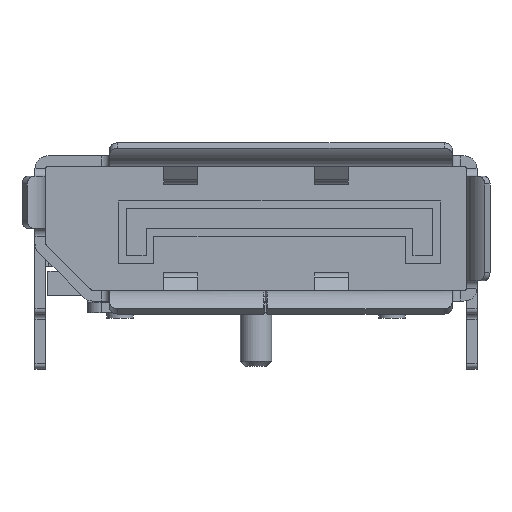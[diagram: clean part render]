
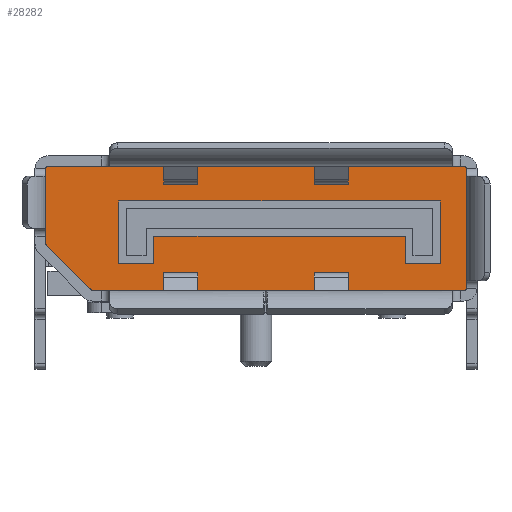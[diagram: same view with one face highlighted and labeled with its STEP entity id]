
A CAD part, front view. The second image highlights one B-rep face of the part: STEP entity #28282.
In plain terms, the highlighted planar face has unit normal (0, -1, 0).
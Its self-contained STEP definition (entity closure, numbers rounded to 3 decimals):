
#22153=DIRECTION('',(1.,0.,0.));
#22154=VECTOR('',#22153,14.193);
#22155=CARTESIAN_POINT('',(-6.243,9.51,-2.365));
#22156=LINE('',#22155,#22154);
#23302=DIRECTION('',(0.,0.,-1.));
#23303=VECTOR('',#23302,2.845);
#23304=CARTESIAN_POINT('',(-8.04,9.51,2.277));
#23305=LINE('',#23304,#23303);
#23338=DIRECTION('',(-1.,0.,0.));
#23339=VECTOR('',#23338,15.9);
#23340=CARTESIAN_POINT('',(7.95,9.51,2.365));
#23341=LINE('',#23340,#23339);
#23421=CARTESIAN_POINT('',(7.952,9.51,2.277));
#23422=DIRECTION('',(0.,-1.,0.));
#23423=DIRECTION('',(1.,0.,0.));
#23424=AXIS2_PLACEMENT_3D('',#23421,#23422,#23423);
#23426=DIRECTION('',(0.,0.,1.));
#23427=VECTOR('',#23426,4.555);
#23428=CARTESIAN_POINT('',(8.04,9.51,-2.277));
#23429=LINE('',#23428,#23427);
#23430=CARTESIAN_POINT('',(7.95,9.51,-2.275));
#23431=DIRECTION('',(0.,-1.,0.));
#23432=DIRECTION('',(0.,0.,-1.));
#23433=AXIS2_PLACEMENT_3D('',#23430,#23431,#23432);
#23435=CARTESIAN_POINT('',(-6.243,9.51,-2.275));
#23436=DIRECTION('',(0.,-1.,0.));
#23437=DIRECTION('',(-0.707,0.,-0.707));
#23438=AXIS2_PLACEMENT_3D('',#23435,#23436,#23437);
#23440=DIRECTION('',(0.707,0.,-0.707));
#23441=VECTOR('',#23440,2.414);
#23442=CARTESIAN_POINT('',(-8.014,9.51,-0.632));
#23443=LINE('',#23442,#23441);
#23444=CARTESIAN_POINT('',(-7.95,9.51,-0.568));
#23445=DIRECTION('',(0.,-1.,0.));
#23446=DIRECTION('',(-1.,0.,0.));
#23447=AXIS2_PLACEMENT_3D('',#23444,#23445,#23446);
#23449=CARTESIAN_POINT('',(-7.952,9.51,2.277));
#23450=DIRECTION('',(0.,-1.,0.));
#23451=DIRECTION('',(0.026,0.,1.));
#23452=AXIS2_PLACEMENT_3D('',#23449,#23450,#23451);
#23486=DIRECTION('',(1.,0.,0.));
#23487=VECTOR('',#23486,9.6);
#23488=CARTESIAN_POINT('',(-3.9,9.51,-0.3));
#23489=LINE('',#23488,#23487);
#23490=DIRECTION('',(0.,0.,-1.));
#23491=VECTOR('',#23490,1.05);
#23492=CARTESIAN_POINT('',(5.7,9.51,-0.3));
#23493=LINE('',#23492,#23491);
#23494=DIRECTION('',(1.,0.,0.));
#23495=VECTOR('',#23494,1.35);
#23496=CARTESIAN_POINT('',(5.7,9.51,-1.35));
#23497=LINE('',#23496,#23495);
#23498=DIRECTION('',(0.,0.,1.));
#23499=VECTOR('',#23498,2.4);
#23500=CARTESIAN_POINT('',(7.05,9.51,-1.35));
#23501=LINE('',#23500,#23499);
#23502=DIRECTION('',(-1.,0.,0.));
#23503=VECTOR('',#23502,12.3);
#23504=CARTESIAN_POINT('',(7.05,9.51,1.05));
#23505=LINE('',#23504,#23503);
#23506=DIRECTION('',(0.,0.,-1.));
#23507=VECTOR('',#23506,2.4);
#23508=CARTESIAN_POINT('',(-5.25,9.51,1.05));
#23509=LINE('',#23508,#23507);
#23510=DIRECTION('',(1.,0.,0.));
#23511=VECTOR('',#23510,1.35);
#23512=CARTESIAN_POINT('',(-5.25,9.51,-1.35));
#23513=LINE('',#23512,#23511);
#23514=DIRECTION('',(0.,0.,1.));
#23515=VECTOR('',#23514,1.05);
#23516=CARTESIAN_POINT('',(-3.9,9.51,-1.35));
#23517=LINE('',#23516,#23515);
#25692=CARTESIAN_POINT('',(-7.95,9.51,2.365));
#25693=CARTESIAN_POINT('',(-8.04,9.51,2.277));
#25694=VERTEX_POINT('',#25692);
#25695=VERTEX_POINT('',#25693);
#25696=CARTESIAN_POINT('',(-8.04,9.51,-0.568));
#25697=CARTESIAN_POINT('',(-8.014,9.51,-0.632));
#25698=VERTEX_POINT('',#25696);
#25699=VERTEX_POINT('',#25697);
#25700=CARTESIAN_POINT('',(-6.307,9.51,-2.339));
#25701=VERTEX_POINT('',#25700);
#25702=CARTESIAN_POINT('',(-6.243,9.51,-2.365));
#25703=VERTEX_POINT('',#25702);
#25704=CARTESIAN_POINT('',(7.95,9.51,-2.365));
#25705=CARTESIAN_POINT('',(8.04,9.51,-2.277));
#25706=VERTEX_POINT('',#25704);
#25707=VERTEX_POINT('',#25705);
#25708=CARTESIAN_POINT('',(8.04,9.51,2.277));
#25709=VERTEX_POINT('',#25708);
#25710=CARTESIAN_POINT('',(7.95,9.51,2.365));
#25711=VERTEX_POINT('',#25710);
#25760=CARTESIAN_POINT('',(-3.9,9.51,-0.3));
#25761=CARTESIAN_POINT('',(5.7,9.51,-0.3));
#25762=VERTEX_POINT('',#25760);
#25763=VERTEX_POINT('',#25761);
#25764=CARTESIAN_POINT('',(5.7,9.51,-1.35));
#25765=VERTEX_POINT('',#25764);
#25766=CARTESIAN_POINT('',(7.05,9.51,-1.35));
#25767=VERTEX_POINT('',#25766);
#25768=CARTESIAN_POINT('',(7.05,9.51,1.05));
#25769=VERTEX_POINT('',#25768);
#25770=CARTESIAN_POINT('',(-5.25,9.51,1.05));
#25771=VERTEX_POINT('',#25770);
#25772=CARTESIAN_POINT('',(-5.25,9.51,-1.35));
#25773=VERTEX_POINT('',#25772);
#25774=CARTESIAN_POINT('',(-3.9,9.51,-1.35));
#25775=VERTEX_POINT('',#25774);
#28242=CARTESIAN_POINT('',(8.45,9.51,0.));
#28243=DIRECTION('',(0.,-1.,0.));
#28244=DIRECTION('',(0.,0.,1.));
#28245=AXIS2_PLACEMENT_3D('',#28242,#28243,#28244);
#28246=PLANE('',#28245);
#28247=ORIENTED_EDGE('',*,*,#28053,.F.);
#28248=ORIENTED_EDGE('',*,*,#28229,.F.);
#28249=ORIENTED_EDGE('',*,*,#27637,.F.);
#28251=ORIENTED_EDGE('',*,*,#28250,.F.);
#28252=ORIENTED_EDGE('',*,*,#26940,.F.);
#28254=ORIENTED_EDGE('',*,*,#28253,.F.);
#28256=ORIENTED_EDGE('',*,*,#28255,.F.);
#28258=ORIENTED_EDGE('',*,*,#28257,.F.);
#28259=ORIENTED_EDGE('',*,*,#27922,.F.);
#28261=ORIENTED_EDGE('',*,*,#28260,.F.);
#28262=EDGE_LOOP('',(#28247,#28248,#28249,#28251,#28252,#28254,#28256,#28258,
#28259,#28261));
#28263=FACE_OUTER_BOUND('',#28262,.F.);
#28265=ORIENTED_EDGE('',*,*,#28264,.T.);
#28267=ORIENTED_EDGE('',*,*,#28266,.T.);
#28269=ORIENTED_EDGE('',*,*,#28268,.T.);
#28271=ORIENTED_EDGE('',*,*,#28270,.T.);
#28273=ORIENTED_EDGE('',*,*,#28272,.T.);
#28275=ORIENTED_EDGE('',*,*,#28274,.T.);
#28277=ORIENTED_EDGE('',*,*,#28276,.T.);
#28279=ORIENTED_EDGE('',*,*,#28278,.T.);
#28280=EDGE_LOOP('',(#28265,#28267,#28269,#28271,#28273,#28275,#28277,#28279));
#28281=FACE_BOUND('',#28280,.F.);
#23425=CIRCLE('',#23424,0.088);
#23434=CIRCLE('',#23433,0.09);
#23439=CIRCLE('',#23438,0.09);
#23448=CIRCLE('',#23447,0.09);
#23453=CIRCLE('',#23452,0.088);
#26940=EDGE_CURVE('',#25703,#25706,#22156,.T.);
#27637=EDGE_CURVE('',#25707,#25709,#23429,.T.);
#27922=EDGE_CURVE('',#25695,#25698,#23305,.T.);
#28053=EDGE_CURVE('',#25711,#25694,#23341,.T.);
#28229=EDGE_CURVE('',#25709,#25711,#23425,.T.);
#28250=EDGE_CURVE('',#25706,#25707,#23434,.T.);
#28253=EDGE_CURVE('',#25701,#25703,#23439,.T.);
#28255=EDGE_CURVE('',#25699,#25701,#23443,.T.);
#28257=EDGE_CURVE('',#25698,#25699,#23448,.T.);
#28260=EDGE_CURVE('',#25694,#25695,#23453,.T.);
#28264=EDGE_CURVE('',#25762,#25763,#23489,.T.);
#28266=EDGE_CURVE('',#25763,#25765,#23493,.T.);
#28268=EDGE_CURVE('',#25765,#25767,#23497,.T.);
#28270=EDGE_CURVE('',#25767,#25769,#23501,.T.);
#28272=EDGE_CURVE('',#25769,#25771,#23505,.T.);
#28274=EDGE_CURVE('',#25771,#25773,#23509,.T.);
#28276=EDGE_CURVE('',#25773,#25775,#23513,.T.);
#28278=EDGE_CURVE('',#25775,#25762,#23517,.T.);
#28282=ADVANCED_FACE('',(#28263,#28281),#28246,.T.);
